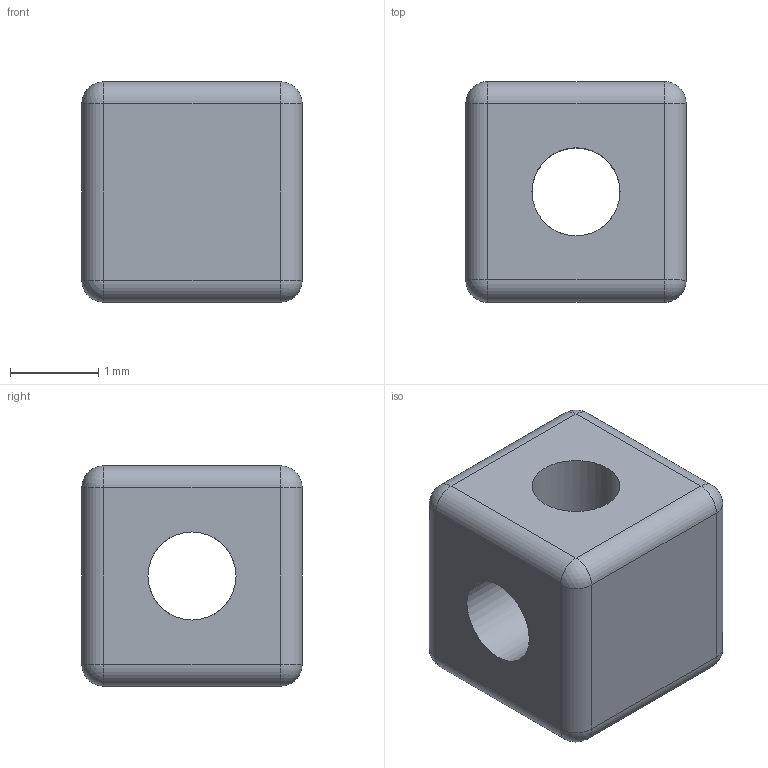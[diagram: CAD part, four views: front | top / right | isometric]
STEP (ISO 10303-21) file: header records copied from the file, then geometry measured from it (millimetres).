
FILE_DESCRIPTION(/* description */ (''),/* implementation_level */ '2;1');
FILE_NAME(/* name */ 'u joint center Drive shaft v2.step',/* time_stamp */ '2025-05-14T16:31:13-07:00',/* author */ (''),/* organization */ (''),/* preprocessor_version */ 'ST-DEVELOPER v20.1',/* originating_system */ 'Autodesk Translation Framework v14.4.0.0',/* authorisation */ '');
FILE_SCHEMA (('AUTOMOTIVE_DESIGN { 1 0 10303 214 3 1 1 }'));
Length unit declared in the file: millimetre
Products named in the file (1): u joint center Drive shaft
Bounding box: 2.5 x 2.5 x 2.5 mm (x, y, z)
Volume: 12 mm3; surface area: 42.8 mm2
Topology: 1 solids, 1 shells, 30 faces, 62 edges, 32 vertices
Faces by surface type: cylinder 16, sphere 8, plane 6
Full cylindrical faces by diameter (mm): 1 x4
Entity records: 821 total; most frequent: DIRECTION 158, CARTESIAN_POINT 125, ORIENTED_EDGE 124, AXIS2_PLACEMENT_3D 65, EDGE_CURVE 62, EDGE_LOOP 34, VERTEX_POINT 32, FACE_OUTER_BOUND 30
